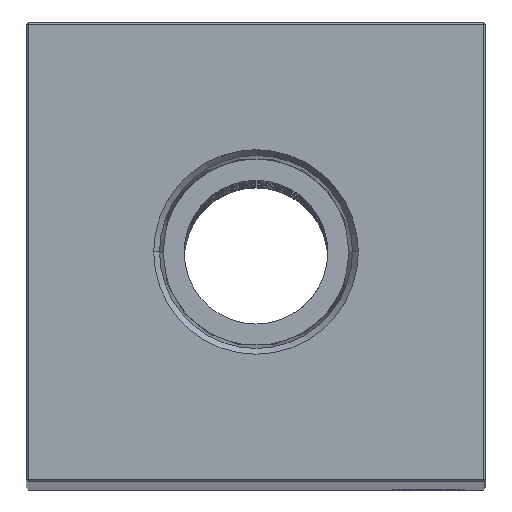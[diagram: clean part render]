
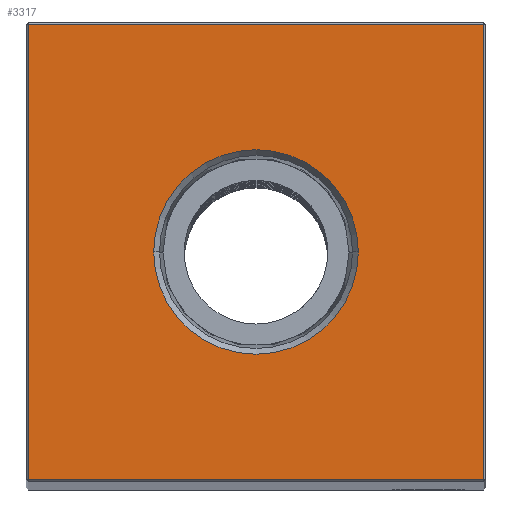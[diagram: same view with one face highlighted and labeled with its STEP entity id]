
A CAD part, top view. The second image highlights one B-rep face of the part: STEP entity #3317.
In plain terms, the highlighted planar face has unit normal (0, 0, 1).
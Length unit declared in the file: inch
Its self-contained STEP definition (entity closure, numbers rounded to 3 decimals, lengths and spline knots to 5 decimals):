
#567 = DIRECTION ( 'NONE',  ( 0., 0., -1. ) ) ;
#1011 = FACE_OUTER_BOUND ( 'NONE', #7671, .T. ) ;
#1483 = VECTOR ( 'NONE', #27111, 39.37008 ) ;
#1848 = ORIENTED_EDGE ( 'NONE', *, *, #21327, .T. ) ;
#2489 = DIRECTION ( 'NONE',  ( 0., 0., 1. ) ) ;
#3317 = ADVANCED_FACE ( 'NONE', ( #1011, #18858 ), #18711, .F. ) ;
#3536 = CIRCLE ( 'NONE', #17288, 0.44487 ) ;
#4870 = VERTEX_POINT ( 'NONE', #28453 ) ;
#6345 = VERTEX_POINT ( 'NONE', #11866 ) ;
#7108 = EDGE_CURVE ( 'NONE', #28667, #9101, #20521, .T. ) ;
#7671 = EDGE_LOOP ( 'NONE', ( #26877, #25592, #24936, #1848 ) ) ;
#8099 = DIRECTION ( 'NONE',  ( -1., 0., 0. ) ) ;
#9101 = VERTEX_POINT ( 'NONE', #24620 ) ;
#9640 = DIRECTION ( 'NONE',  ( 1., 0., 0. ) ) ;
#10459 = EDGE_LOOP ( 'NONE', ( #12882, #24568 ) ) ;
#10540 = CIRCLE ( 'NONE', #18147, 0.44487 ) ;
#10785 = EDGE_CURVE ( 'NONE', #6345, #28667, #20275, .T. ) ;
#11147 = VECTOR ( 'NONE', #8099, 39.37008 ) ;
#11866 = CARTESIAN_POINT ( 'NONE',  ( -0.99, 0.99, 20.25 ) ) ;
#12401 = VECTOR ( 'NONE', #28351, 39.37008 ) ;
#12882 = ORIENTED_EDGE ( 'NONE', *, *, #16804, .F. ) ;
#13649 = CARTESIAN_POINT ( 'NONE',  ( 0., 0., 20.25 ) ) ;
#14813 = EDGE_CURVE ( 'NONE', #9101, #16571, #19121, .T. ) ;
#15888 = DIRECTION ( 'NONE',  ( 1., 0., 0. ) ) ;
#16017 = CARTESIAN_POINT ( 'NONE',  ( 0., 0., 20.25 ) ) ;
#16571 = VERTEX_POINT ( 'NONE', #19466 ) ;
#16804 = EDGE_CURVE ( 'NONE', #18297, #4870, #10540, .T. ) ;
#17280 = CARTESIAN_POINT ( 'NONE',  ( 0.44487, 0., 20.25 ) ) ;
#17288 = AXIS2_PLACEMENT_3D ( 'NONE', #13649, #27203, #15888 ) ;
#18036 = CARTESIAN_POINT ( 'NONE',  ( -0.99, 0., 20.25 ) ) ;
#18147 = AXIS2_PLACEMENT_3D ( 'NONE', #16017, #2489, #25258 ) ;
#18297 = VERTEX_POINT ( 'NONE', #17280 ) ;
#18410 = DIRECTION ( 'NONE',  ( -1., 0., 0. ) ) ;
#18711 = PLANE ( 'NONE',  #27679 ) ;
#18858 = FACE_BOUND ( 'NONE', #10459, .T. ) ;
#19121 = LINE ( 'NONE', #26115, #12401 ) ;
#19466 = CARTESIAN_POINT ( 'NONE',  ( 0.99, 0.99, 20.25 ) ) ;
#19888 = EDGE_CURVE ( 'NONE', #4870, #18297, #3536, .T. ) ;
#20275 = LINE ( 'NONE', #18036, #1483 ) ;
#20372 = CARTESIAN_POINT ( 'NONE',  ( 0., -0.99, 20.25 ) ) ;
#20521 = LINE ( 'NONE', #20372, #24409 ) ;
#20938 = CARTESIAN_POINT ( 'NONE',  ( 0., 0., 20.25 ) ) ;
#21327 = EDGE_CURVE ( 'NONE', #16571, #6345, #28922, .T. ) ;
#24409 = VECTOR ( 'NONE', #9640, 39.37008 ) ;
#24568 = ORIENTED_EDGE ( 'NONE', *, *, #19888, .F. ) ;
#24620 = CARTESIAN_POINT ( 'NONE',  ( 0.99, -0.99, 20.25 ) ) ;
#24936 = ORIENTED_EDGE ( 'NONE', *, *, #14813, .T. ) ;
#25258 = DIRECTION ( 'NONE',  ( 1., 0., 0. ) ) ;
#25318 = CARTESIAN_POINT ( 'NONE',  ( -0.99, -0.99, 20.25 ) ) ;
#25592 = ORIENTED_EDGE ( 'NONE', *, *, #7108, .T. ) ;
#26115 = CARTESIAN_POINT ( 'NONE',  ( 0.99, 0., 20.25 ) ) ;
#26877 = ORIENTED_EDGE ( 'NONE', *, *, #10785, .T. ) ;
#27111 = DIRECTION ( 'NONE',  ( 0., -1., 0. ) ) ;
#27203 = DIRECTION ( 'NONE',  ( 0., 0., 1. ) ) ;
#27679 = AXIS2_PLACEMENT_3D ( 'NONE', #20938, #567, #18410 ) ;
#28351 = DIRECTION ( 'NONE',  ( 0., 1., 0. ) ) ;
#28453 = CARTESIAN_POINT ( 'NONE',  ( -0.44487, 0., 20.25 ) ) ;
#28638 = CARTESIAN_POINT ( 'NONE',  ( 0., 0.99, 20.25 ) ) ;
#28667 = VERTEX_POINT ( 'NONE', #25318 ) ;
#28922 = LINE ( 'NONE', #28638, #11147 ) ;
